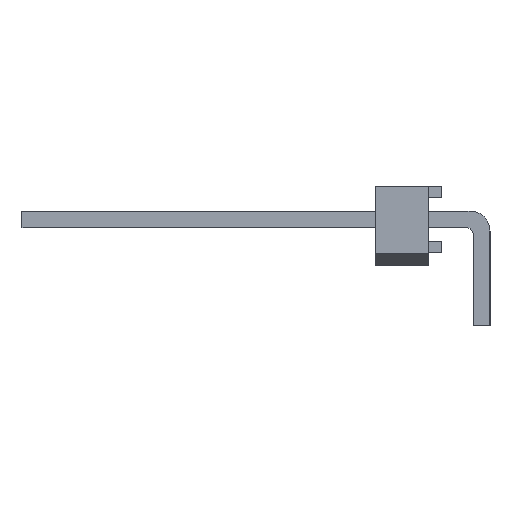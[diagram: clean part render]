
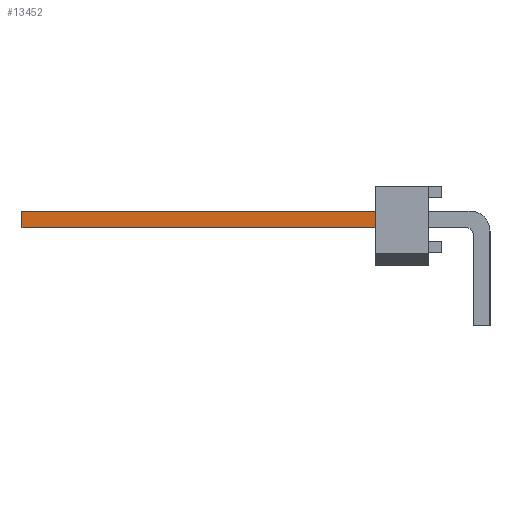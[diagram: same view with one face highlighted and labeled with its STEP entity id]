
A CAD part, left-side view. The second image highlights one B-rep face of the part: STEP entity #13452.
In plain terms, the highlighted face is planar.
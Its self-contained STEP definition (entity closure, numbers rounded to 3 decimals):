
#12869 = VERTEX_POINT('',#12870);
#12870 = CARTESIAN_POINT('',(10.478,17.526,-0.318));
#12876 = EDGE_CURVE('',#12877,#12869,#12879,.T.);
#12877 = VERTEX_POINT('',#12878);
#12878 = CARTESIAN_POINT('',(10.478,2.921,-0.318));
#12879 = LINE('',#12880,#12881);
#12880 = CARTESIAN_POINT('',(10.478,0.445,-0.318));
#12881 = VECTOR('',#12882,1.);
#12882 = DIRECTION('',(0.,1.,0.));
#13229 = VERTEX_POINT('',#13230);
#13230 = CARTESIAN_POINT('',(10.478,2.921,0.318));
#13236 = EDGE_CURVE('',#13237,#13229,#13239,.T.);
#13237 = VERTEX_POINT('',#13238);
#13238 = CARTESIAN_POINT('',(10.478,17.526,0.318));
#13239 = LINE('',#13240,#13241);
#13240 = CARTESIAN_POINT('',(10.478,17.526,0.318));
#13241 = VECTOR('',#13242,1.);
#13242 = DIRECTION('',(0.,-1.,0.));
#13441 = EDGE_CURVE('',#12869,#13237,#13442,.T.);
#13442 = LINE('',#13443,#13444);
#13443 = CARTESIAN_POINT('',(10.478,17.526,-0.318));
#13444 = VECTOR('',#13445,1.);
#13445 = DIRECTION('',(0.,0.,1.));
#13452 = ADVANCED_FACE('',(#13453),#13464,.T.);
#13453 = FACE_BOUND('',#13454,.T.);
#13454 = EDGE_LOOP('',(#13455,#13456,#13462,#13463));
#13455 = ORIENTED_EDGE('',*,*,#13236,.T.);
#13456 = ORIENTED_EDGE('',*,*,#13457,.T.);
#13457 = EDGE_CURVE('',#13229,#12877,#13458,.T.);
#13458 = LINE('',#13459,#13460);
#13459 = CARTESIAN_POINT('',(10.478,2.921,0.445));
#13460 = VECTOR('',#13461,1.);
#13461 = DIRECTION('',(0.,0.,-1.));
#13462 = ORIENTED_EDGE('',*,*,#12876,.T.);
#13463 = ORIENTED_EDGE('',*,*,#13441,.T.);
#13464 = PLANE('',#13465);
#13465 = AXIS2_PLACEMENT_3D('',#13466,#13467,#13468);
#13466 = CARTESIAN_POINT('',(10.478,0.445,0.445));
#13467 = DIRECTION('',(1.,0.,0.));
#13468 = DIRECTION('',(0.,0.,-1.));
